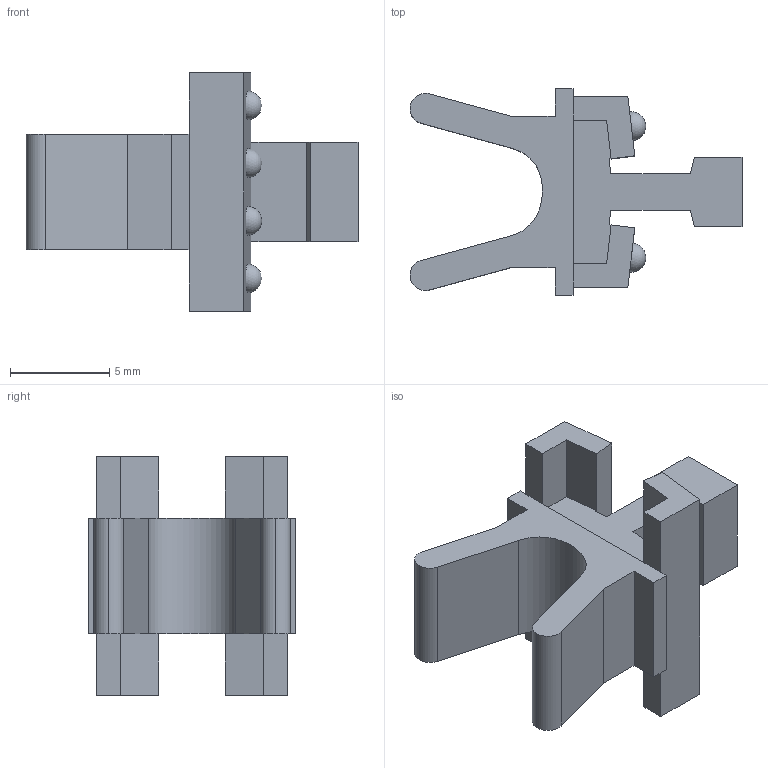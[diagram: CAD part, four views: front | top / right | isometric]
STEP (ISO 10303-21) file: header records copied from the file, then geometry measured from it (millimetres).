
FILE_DESCRIPTION(/* description */ (''),/* implementation_level */ '2;1');
FILE_NAME(/* name */ 'Rail Clip - Isolator Single Solid.step',/* time_stamp */ '2023-01-15T17:27:42-08:00',/* author */ (''),/* organization */ (''),/* preprocessor_version */ 'ST-DEVELOPER v19.2',/* originating_system */ 'Autodesk Translation Framework v11.17.0.187',/* authorisation */ '');
FILE_SCHEMA (('AUTOMOTIVE_DESIGN { 1 0 10303 214 3 1 1 }'));
Length unit declared in the file: millimetre
Products named in the file (1): Rail Clip - Extended
Bounding box: 16.7 x 10.4 x 12 mm (x, y, z)
Volume: 501.9 mm3; surface area: 728.2 mm2
Topology: 1 solids, 1 shells, 64 faces, 178 edges, 116 vertices
Faces by surface type: plane 51, sphere 8, cylinder 4, bspline 1
Entity records: 2031 total; most frequent: CARTESIAN_POINT 388, ORIENTED_EDGE 340, DIRECTION 320, EDGE_CURVE 170, LINE 144, VECTOR 144, VERTEX_POINT 116, AXIS2_PLACEMENT_3D 88
